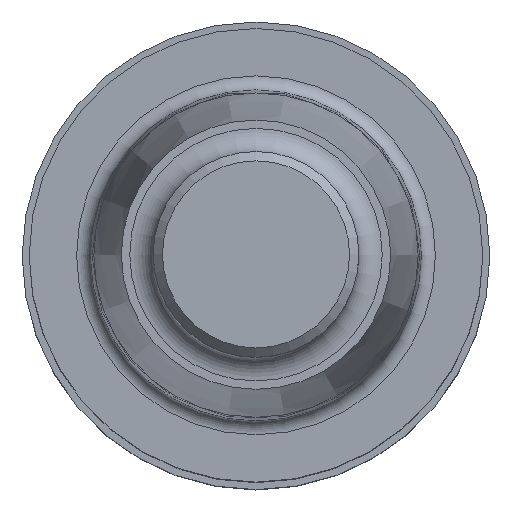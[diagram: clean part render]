
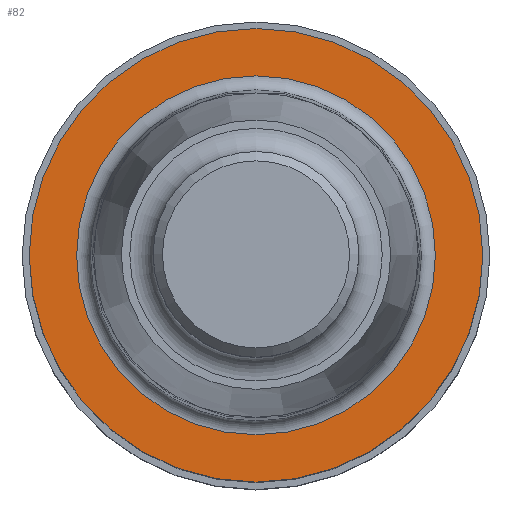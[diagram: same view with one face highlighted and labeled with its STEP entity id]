
A CAD part, top view. The second image highlights one B-rep face of the part: STEP entity #82.
In plain terms, the highlighted planar face has unit normal (0, 0, 1).
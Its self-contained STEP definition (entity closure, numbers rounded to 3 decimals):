
#61=PLANE('',#304);
#82=ADVANCED_FACE('',(#112,#113),#61,.T.);
#112=FACE_BOUND('',#143,.T.);
#113=FACE_BOUND('',#144,.T.);
#143=EDGE_LOOP('',(#175));
#144=EDGE_LOOP('',(#176));
#175=ORIENTED_EDGE('',*,*,#209,.T.);
#176=ORIENTED_EDGE('',*,*,#211,.F.);
#193=VERTEX_POINT('',#469);
#195=VERTEX_POINT('',#474);
#209=EDGE_CURVE('',#193,#193,#225,.T.);
#211=EDGE_CURVE('',#195,#195,#227,.T.);
#225=CIRCLE('',#299,3.837);
#227=CIRCLE('',#302,4.85);
#299=AXIS2_PLACEMENT_3D('',#468,#362,#363);
#302=AXIS2_PLACEMENT_3D('',#473,#368,#369);
#304=AXIS2_PLACEMENT_3D('',#476,#372,#373);
#362=DIRECTION('',(0.,0.,-1.));
#363=DIRECTION('',(1.,0.,0.));
#368=DIRECTION('',(0.,0.,-1.));
#369=DIRECTION('',(1.,0.,0.));
#372=DIRECTION('',(0.,0.,1.));
#373=DIRECTION('',(1.,0.,0.));
#468=CARTESIAN_POINT('',(0.,0.,0.));
#469=CARTESIAN_POINT('',(3.837,0.,0.));
#473=CARTESIAN_POINT('',(0.,0.,0.));
#474=CARTESIAN_POINT('',(4.85,0.,0.));
#476=CARTESIAN_POINT('',(0.,-4.85,0.));
